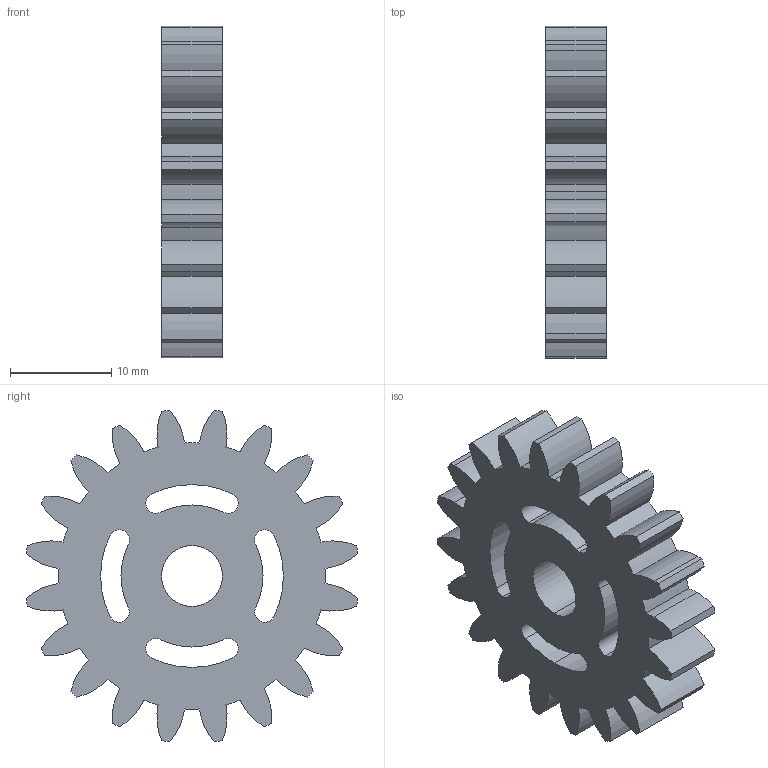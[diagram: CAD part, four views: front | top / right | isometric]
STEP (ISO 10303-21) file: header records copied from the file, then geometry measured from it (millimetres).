
FILE_DESCRIPTION (( 'STEP AP214' ), '1' );
FILE_NAME ('transmission_spur_gear_am.STEP', '2021-05-31T22:46:15', ( '' ), ( '' ), 'SwSTEP 2.0', 'SolidWorks 2021', '' );
FILE_SCHEMA (( 'AUTOMOTIVE_DESIGN' ));
Length unit declared in the file: millimetre
Products named in the file (1): transmission_spur_gear_am
Bounding box: 6 x 32.71 x 32.71 mm (x, y, z)
Volume: 3494.2 mm3; surface area: 2922.9 mm2
Topology: 1 solids, 1 shells, 111 faces, 327 edges, 218 vertices
Faces by surface type: cylinder 109, plane 2
Entity records: 3893 total; most frequent: DIRECTION 769, CARTESIAN_POINT 657, ORIENTED_EDGE 654, AXIS2_PLACEMENT_3D 330, EDGE_CURVE 327, VERTEX_POINT 218, CIRCLE 218, EDGE_LOOP 121
